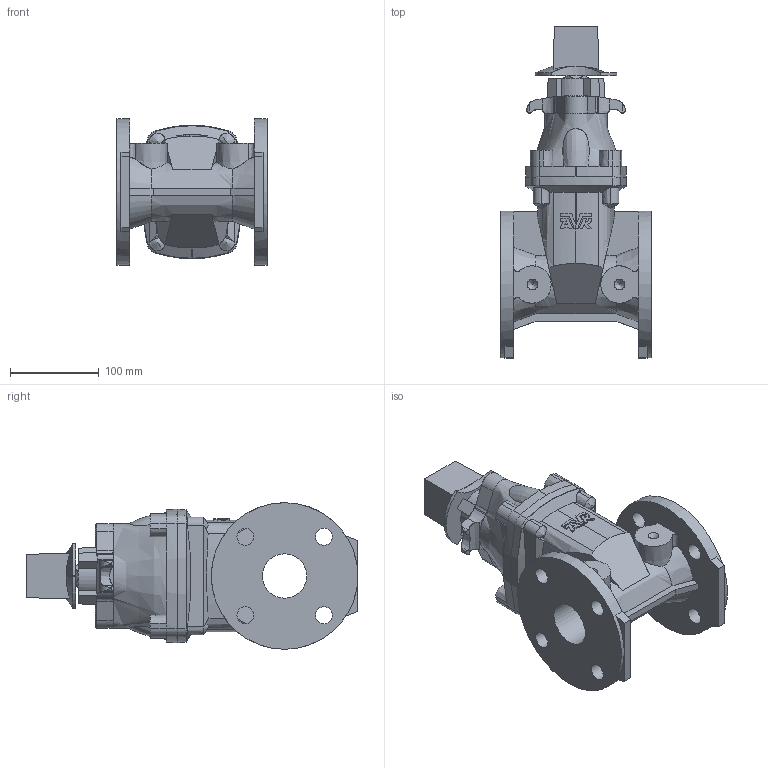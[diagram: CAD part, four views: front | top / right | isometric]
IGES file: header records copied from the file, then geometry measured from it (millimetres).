
Start section: SolidWorks IGES file using analytic representation for surfaces
Global section: file name: O_45_59_DN050_01XXX_AA0_igs.igs; native system: SolidWorks 2012; preprocessor: SolidWorks 2012; author: pbm; date: 170303.083309; units: millimetre
Bounding box: 169 x 373.5 x 165 mm (x, y, z)
Surface area: 273965.5 mm2 (no closed solid volume)
Topology: 0 solids, 0 shells, 318 faces, 1811 edges, 1780 vertices
Faces by surface type: bspline 160, revolution 158
